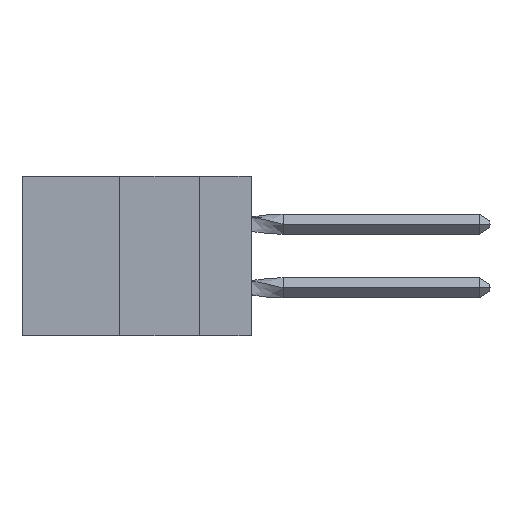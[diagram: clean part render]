
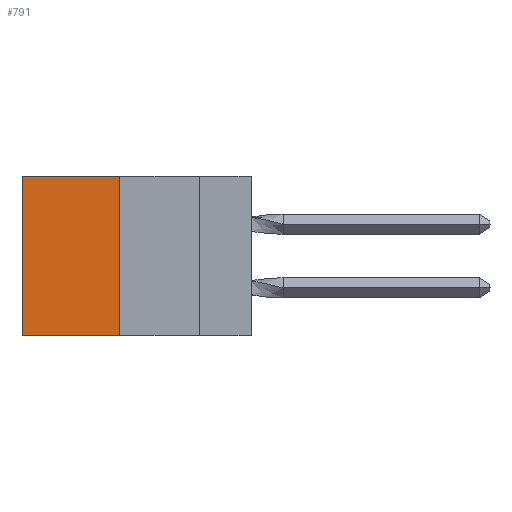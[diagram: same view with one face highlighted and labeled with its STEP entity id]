
A CAD part, left-side view. The second image highlights one B-rep face of the part: STEP entity #791.
In plain terms, the highlighted planar face has unit normal (-1, 0, 0).
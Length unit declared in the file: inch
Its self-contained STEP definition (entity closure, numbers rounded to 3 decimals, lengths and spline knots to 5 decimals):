
#791 = ADVANCED_FACE ( 'NONE', ( #804 ), #11233, .F. ) ;
#804 = FACE_OUTER_BOUND ( 'NONE', #6407, .T. ) ;
#846 = CARTESIAN_POINT ( 'NONE',  ( 0.305, 0.413, -0.5 ) ) ;
#1649 = CARTESIAN_POINT ( 'NONE',  ( 0.305, 0.72, 0. ) ) ;
#1696 = LINE ( 'NONE', #9389, #12530 ) ;
#2017 = DIRECTION ( 'NONE',  ( 1., 0., 0. ) ) ;
#3276 = CARTESIAN_POINT ( 'NONE',  ( 0.305, 0.413, 0. ) ) ;
#3539 = DIRECTION ( 'NONE',  ( 0., 0., -1. ) ) ;
#5182 = VERTEX_POINT ( 'NONE', #6844 ) ;
#5336 = CARTESIAN_POINT ( 'NONE',  ( 0.305, 0.413, 0. ) ) ;
#5444 = ORIENTED_EDGE ( 'NONE', *, *, #11121, .T. ) ;
#5827 = CARTESIAN_POINT ( 'NONE',  ( 0.305, 0.72, -0.5 ) ) ;
#5998 = DIRECTION ( 'NONE',  ( 0., 0., -1. ) ) ;
#6062 = VECTOR ( 'NONE', #6636, 39.37008 ) ;
#6192 = ORIENTED_EDGE ( 'NONE', *, *, #11871, .T. ) ;
#6363 = VERTEX_POINT ( 'NONE', #1649 ) ;
#6407 = EDGE_LOOP ( 'NONE', ( #5444, #13111, #14925, #6192 ) ) ;
#6636 = DIRECTION ( 'NONE',  ( 0., 1., 0. ) ) ;
#6844 = CARTESIAN_POINT ( 'NONE',  ( 0.305, 0.413, -0.5 ) ) ;
#7595 = LINE ( 'NONE', #10798, #15822 ) ;
#9389 = CARTESIAN_POINT ( 'NONE',  ( 0.305, 0.72, -0.5 ) ) ;
#9906 = EDGE_CURVE ( 'NONE', #5182, #13909, #7595, .T. ) ;
#10054 = EDGE_CURVE ( 'NONE', #15275, #5182, #10391, .T. ) ;
#10391 = LINE ( 'NONE', #846, #15816 ) ;
#10798 = CARTESIAN_POINT ( 'NONE',  ( 0.305, 0.413, -0.5 ) ) ;
#11121 = EDGE_CURVE ( 'NONE', #6363, #13909, #1696, .T. ) ;
#11233 = PLANE ( 'NONE',  #12206 ) ;
#11871 = EDGE_CURVE ( 'NONE', #15275, #6363, #16317, .T. ) ;
#12006 = DIRECTION ( 'NONE',  ( 0., 0., -1. ) ) ;
#12206 = AXIS2_PLACEMENT_3D ( 'NONE', #16210, #2017, #3539 ) ;
#12302 = DIRECTION ( 'NONE',  ( 0., 1., 0. ) ) ;
#12530 = VECTOR ( 'NONE', #12006, 39.37008 ) ;
#13111 = ORIENTED_EDGE ( 'NONE', *, *, #9906, .F. ) ;
#13909 = VERTEX_POINT ( 'NONE', #5827 ) ;
#14925 = ORIENTED_EDGE ( 'NONE', *, *, #10054, .F. ) ;
#15275 = VERTEX_POINT ( 'NONE', #3276 ) ;
#15816 = VECTOR ( 'NONE', #5998, 39.37008 ) ;
#15822 = VECTOR ( 'NONE', #12302, 39.37008 ) ;
#16210 = CARTESIAN_POINT ( 'NONE',  ( 0.305, 0.413, -0.5 ) ) ;
#16317 = LINE ( 'NONE', #5336, #6062 ) ;
